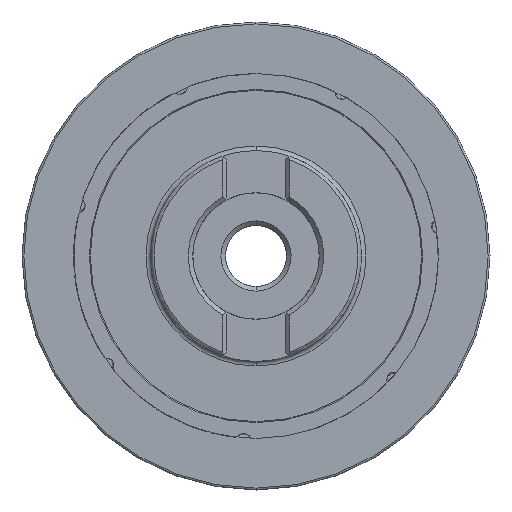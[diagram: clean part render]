
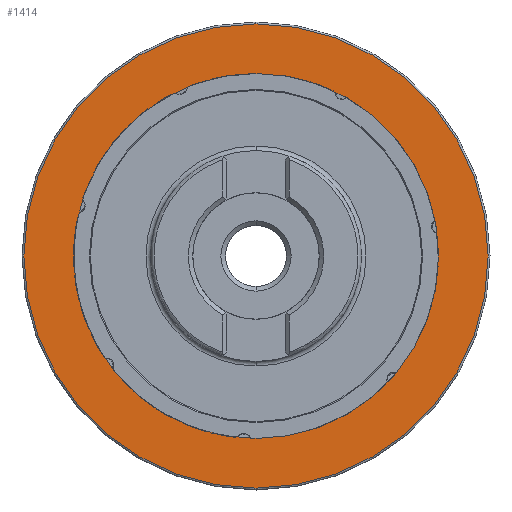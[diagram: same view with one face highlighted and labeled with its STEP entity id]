
A CAD part, left-side view. The second image highlights one B-rep face of the part: STEP entity #1414.
In plain terms, the highlighted planar face has unit normal (-1, 0, 0).
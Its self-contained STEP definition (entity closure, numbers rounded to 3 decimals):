
#120 = CARTESIAN_POINT ( 'NONE',  ( -3.8, 0., 0. ) ) ;
#168 = CARTESIAN_POINT ( 'NONE',  ( -3.8, 0., -49.6 ) ) ;
#281 = CARTESIAN_POINT ( 'NONE',  ( -3.8, 49.6, 0. ) ) ;
#338 = FACE_OUTER_BOUND ( 'NONE', #2354, .T. ) ;
#404 = DIRECTION ( 'NONE',  ( 0., 0., -1. ) ) ;
#410 = EDGE_CURVE ( 'NONE', #1988, #1314, #1745, .T. ) ;
#463 = ORIENTED_EDGE ( 'NONE', *, *, #2258, .F. ) ;
#554 = EDGE_CURVE ( 'NONE', #1314, #1988, #3545, .T. ) ;
#555 = DIRECTION ( 'NONE',  ( 0., 0., 1. ) ) ;
#597 = CIRCLE ( 'NONE', #2511, 49.6 ) ;
#697 = CARTESIAN_POINT ( 'NONE',  ( -3.8, 0., 0. ) ) ;
#804 = CARTESIAN_POINT ( 'NONE',  ( -3.8, 0., 0. ) ) ;
#923 = VERTEX_POINT ( 'NONE', #2159 ) ;
#978 = DIRECTION ( 'NONE',  ( 0., 0., -1. ) ) ;
#995 = FACE_BOUND ( 'NONE', #1898, .T. ) ;
#1104 = DIRECTION ( 'NONE',  ( 0., 0., -1. ) ) ;
#1152 = AXIS2_PLACEMENT_3D ( 'NONE', #697, #2679, #978 ) ;
#1249 = AXIS2_PLACEMENT_3D ( 'NONE', #281, #2240, #555 ) ;
#1314 = VERTEX_POINT ( 'NONE', #3003 ) ;
#1414 = ADVANCED_FACE ( 'NONE', ( #995, #338 ), #1955, .T. ) ;
#1624 = DIRECTION ( 'NONE',  ( 1., 0., 0. ) ) ;
#1745 = CIRCLE ( 'NONE', #2896, 39. ) ;
#1760 = EDGE_CURVE ( 'NONE', #923, #3553, #597, .T. ) ;
#1898 = EDGE_LOOP ( 'NONE', ( #3571, #2436 ) ) ;
#1918 = CIRCLE ( 'NONE', #1152, 49.6 ) ;
#1955 = PLANE ( 'NONE',  #1249 ) ;
#1988 = VERTEX_POINT ( 'NONE', #3335 ) ;
#2091 = DIRECTION ( 'NONE',  ( 1., 0., 0. ) ) ;
#2146 = AXIS2_PLACEMENT_3D ( 'NONE', #804, #2510, #1104 ) ;
#2159 = CARTESIAN_POINT ( 'NONE',  ( -3.8, 0., 49.6 ) ) ;
#2201 = ORIENTED_EDGE ( 'NONE', *, *, #1760, .F. ) ;
#2240 = DIRECTION ( 'NONE',  ( -1., 0., 0. ) ) ;
#2258 = EDGE_CURVE ( 'NONE', #3553, #923, #1918, .T. ) ;
#2354 = EDGE_LOOP ( 'NONE', ( #463, #2201 ) ) ;
#2436 = ORIENTED_EDGE ( 'NONE', *, *, #410, .T. ) ;
#2480 = CARTESIAN_POINT ( 'NONE',  ( -3.8, 0., 0. ) ) ;
#2510 = DIRECTION ( 'NONE',  ( 1., 0., 0. ) ) ;
#2511 = AXIS2_PLACEMENT_3D ( 'NONE', #120, #2091, #404 ) ;
#2679 = DIRECTION ( 'NONE',  ( 1., 0., 0. ) ) ;
#2896 = AXIS2_PLACEMENT_3D ( 'NONE', #2480, #1624, #3338 ) ;
#3003 = CARTESIAN_POINT ( 'NONE',  ( -3.8, 0., -39. ) ) ;
#3335 = CARTESIAN_POINT ( 'NONE',  ( -3.8, 0., 39. ) ) ;
#3338 = DIRECTION ( 'NONE',  ( 0., 0., -1. ) ) ;
#3545 = CIRCLE ( 'NONE', #2146, 39. ) ;
#3553 = VERTEX_POINT ( 'NONE', #168 ) ;
#3571 = ORIENTED_EDGE ( 'NONE', *, *, #554, .T. ) ;
